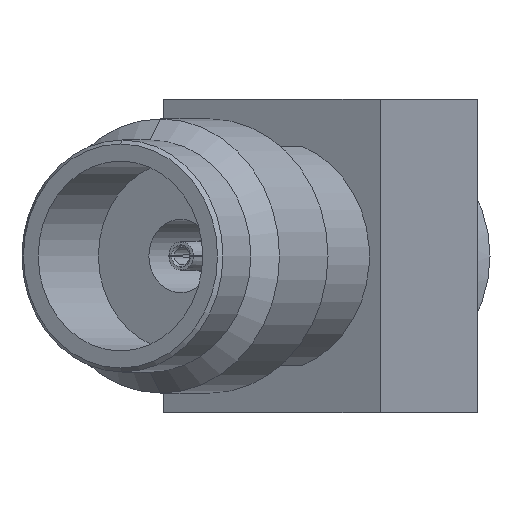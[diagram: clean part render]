
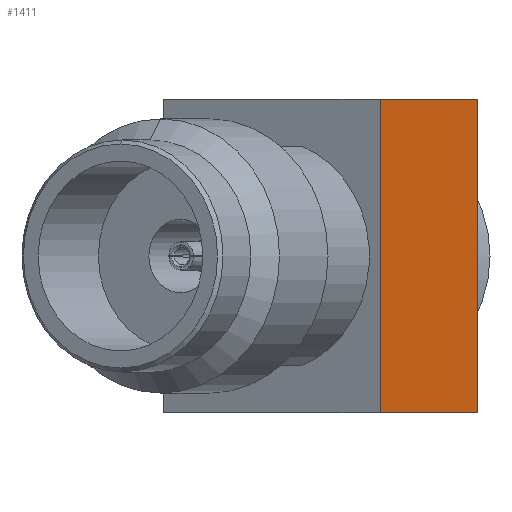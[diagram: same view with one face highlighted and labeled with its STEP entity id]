
A CAD part, left-side view. The second image highlights one B-rep face of the part: STEP entity #1411.
In plain terms, the highlighted planar face has unit normal (-0.5, -0.866, 0).
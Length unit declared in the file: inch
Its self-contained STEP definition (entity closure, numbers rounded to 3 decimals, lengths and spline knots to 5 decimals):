
#8 = DIRECTION ( 'NONE',  ( -0.866, 0.5, 0. ) ) ;
#15 = EDGE_CURVE ( 'NONE', #1039, #428, #53, .T. ) ;
#53 = LINE ( 'NONE', #587, #2519 ) ;
#92 = PLANE ( 'NONE',  #1356 ) ;
#185 = VECTOR ( 'NONE', #1501, 39.37008 ) ;
#240 = CARTESIAN_POINT ( 'NONE',  ( -0.03301, -0.12319, -0.15551 ) ) ;
#428 = VERTEX_POINT ( 'NONE', #1789 ) ;
#510 = LINE ( 'NONE', #2267, #185 ) ;
#526 = EDGE_CURVE ( 'NONE', #428, #2034, #1813, .T. ) ;
#587 = CARTESIAN_POINT ( 'NONE',  ( -0.19967, -0.02697, 0.15551 ) ) ;
#658 = CARTESIAN_POINT ( 'NONE',  ( -0.19967, -0.02697, -0.15551 ) ) ;
#827 = ORIENTED_EDGE ( 'NONE', *, *, #1156, .T. ) ;
#861 = CARTESIAN_POINT ( 'NONE',  ( -0.03301, -0.12319, 0.15551 ) ) ;
#912 = LINE ( 'NONE', #1929, #1436 ) ;
#1016 = ORIENTED_EDGE ( 'NONE', *, *, #526, .T. ) ;
#1039 = VERTEX_POINT ( 'NONE', #861 ) ;
#1140 = VECTOR ( 'NONE', #1835, 39.37008 ) ;
#1156 = EDGE_CURVE ( 'NONE', #2034, #1373, #912, .T. ) ;
#1292 = ORIENTED_EDGE ( 'NONE', *, *, #15, .T. ) ;
#1341 = DIRECTION ( 'NONE',  ( 0.866, -0.5, 0. ) ) ;
#1356 = AXIS2_PLACEMENT_3D ( 'NONE', #658, #1502, #1843 ) ;
#1373 = VERTEX_POINT ( 'NONE', #240 ) ;
#1411 = ADVANCED_FACE ( 'NONE', ( #1873 ), #92, .T. ) ;
#1436 = VECTOR ( 'NONE', #1341, 39.37008 ) ;
#1501 = DIRECTION ( 'NONE',  ( 0., 0., -1. ) ) ;
#1502 = DIRECTION ( 'NONE',  ( -0.5, -0.866, 0. ) ) ;
#1618 = CARTESIAN_POINT ( 'NONE',  ( -0.19967, -0.02697, -0.15551 ) ) ;
#1683 = ORIENTED_EDGE ( 'NONE', *, *, #2116, .F. ) ;
#1789 = CARTESIAN_POINT ( 'NONE',  ( -0.19967, -0.02697, 0.15551 ) ) ;
#1813 = LINE ( 'NONE', #1618, #1140 ) ;
#1835 = DIRECTION ( 'NONE',  ( 0., 0., -1. ) ) ;
#1843 = DIRECTION ( 'NONE',  ( 0.866, -0.5, 0. ) ) ;
#1873 = FACE_OUTER_BOUND ( 'NONE', #2428, .T. ) ;
#1929 = CARTESIAN_POINT ( 'NONE',  ( -0.19967, -0.02697, -0.15551 ) ) ;
#2034 = VERTEX_POINT ( 'NONE', #2059 ) ;
#2059 = CARTESIAN_POINT ( 'NONE',  ( -0.19967, -0.02697, -0.15551 ) ) ;
#2116 = EDGE_CURVE ( 'NONE', #1039, #1373, #510, .T. ) ;
#2267 = CARTESIAN_POINT ( 'NONE',  ( -0.03301, -0.12319, -0.15551 ) ) ;
#2428 = EDGE_LOOP ( 'NONE', ( #1016, #827, #1683, #1292 ) ) ;
#2519 = VECTOR ( 'NONE', #8, 39.37008 ) ;
